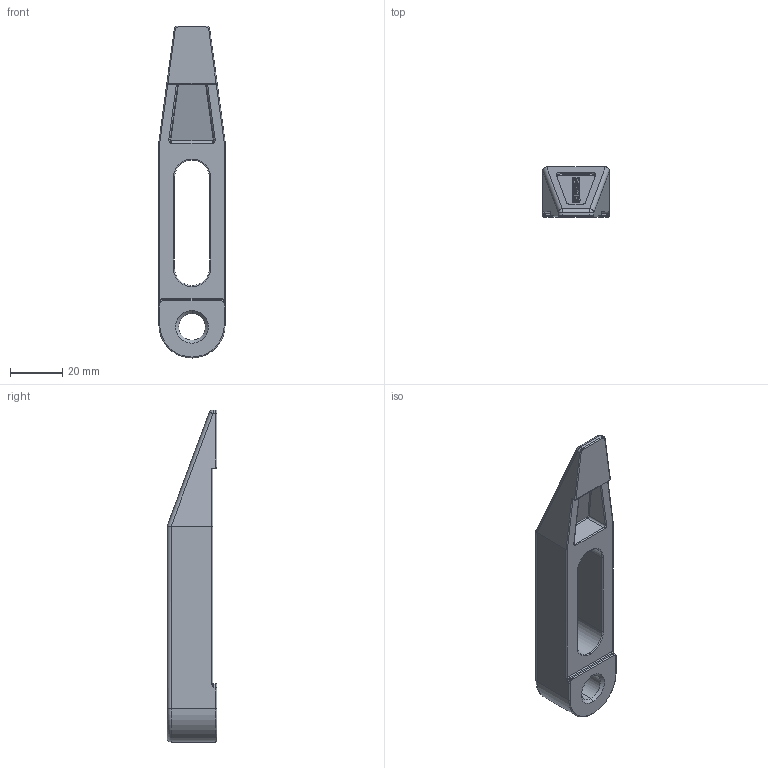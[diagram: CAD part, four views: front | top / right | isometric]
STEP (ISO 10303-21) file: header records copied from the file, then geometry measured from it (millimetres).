
FILE_DESCRIPTION (( 'STEP AP214' ), '1' );
FILE_NAME ('36200.STEP', '2018-09-10T17:08:16', ( 'Mike W' ), ( '' ), 'SwSTEP 2.0', 'SolidWorks 2017', '' );
FILE_SCHEMA (( 'AUTOMOTIVE_DESIGN' ));
Length unit declared in the file: inch
Products named in the file (1): 36200
Bounding box: 25.4 x 19.05 x 127 mm (x, y, z)
Volume: 30407.4 mm3; surface area: 11549.5 mm2
Topology: 1 solids, 1 shells, 376 faces, 1021 edges, 658 vertices
Faces by surface type: plane 147, bspline 147, cylinder 52, torus 24, cone 4, sphere 2
Entity records: 16717 total; most frequent: CARTESIAN_POINT 8167, ORIENTED_EDGE 2038, DIRECTION 1291, EDGE_CURVE 1019, VERTEX_POINT 658, LINE 591, VECTOR 591, EDGE_LOOP 393
